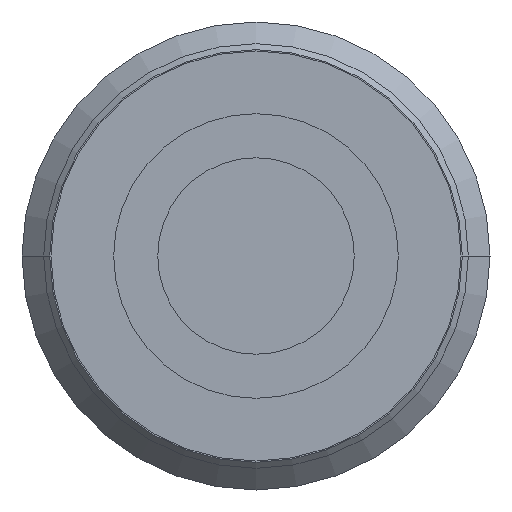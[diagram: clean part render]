
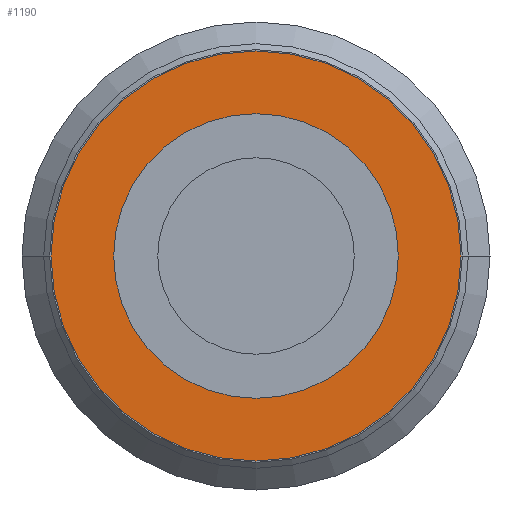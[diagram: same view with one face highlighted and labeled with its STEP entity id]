
A CAD part, left-side view. The second image highlights one B-rep face of the part: STEP entity #1190.
In plain terms, the highlighted planar face has unit normal (-1, 0, 0).
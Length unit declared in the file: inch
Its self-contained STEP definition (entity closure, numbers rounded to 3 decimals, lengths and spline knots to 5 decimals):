
#1091=CARTESIAN_POINT('',(-0.04,0.,0.));
#1092=DIRECTION('',(-1.,0.,0.));
#1093=DIRECTION('',(0.,1.,0.));
#1094=AXIS2_PLACEMENT_3D('',#1091,#1092,#1093);
#1096=CARTESIAN_POINT('',(-0.04,0.,0.));
#1097=DIRECTION('',(1.,0.,0.));
#1098=DIRECTION('',(0.,1.,0.));
#1099=AXIS2_PLACEMENT_3D('',#1096,#1097,#1098);
#1101=CARTESIAN_POINT('',(-0.04,0.,0.));
#1102=DIRECTION('',(1.,0.,0.));
#1103=DIRECTION('',(0.,1.,0.));
#1104=AXIS2_PLACEMENT_3D('',#1101,#1102,#1103);
#1114=CARTESIAN_POINT('',(-0.04,0.,0.));
#1115=DIRECTION('',(-1.,0.,0.));
#1116=DIRECTION('',(0.,1.,0.));
#1117=AXIS2_PLACEMENT_3D('',#1114,#1115,#1116);
#1130=CARTESIAN_POINT('',(-0.04,0.3255,0.));
#1132=VERTEX_POINT('',#1130);
#1133=CARTESIAN_POINT('',(-0.04,0.226,0.));
#1135=VERTEX_POINT('',#1133);
#1138=CARTESIAN_POINT('',(-0.04,-0.3255,0.));
#1140=VERTEX_POINT('',#1138);
#1141=CARTESIAN_POINT('',(-0.04,-0.226,0.));
#1143=VERTEX_POINT('',#1141);
#1175=CARTESIAN_POINT('',(-0.04,0.,0.));
#1176=DIRECTION('',(1.,0.,0.));
#1177=DIRECTION('',(0.,-1.,0.));
#1178=AXIS2_PLACEMENT_3D('',#1175,#1176,#1177);
#1179=PLANE('',#1178);
#1180=ORIENTED_EDGE('',*,*,#1167,.F.);
#1181=ORIENTED_EDGE('',*,*,#1156,.T.);
#1182=EDGE_LOOP('',(#1180,#1181));
#1183=FACE_OUTER_BOUND('',#1182,.F.);
#1185=ORIENTED_EDGE('',*,*,#1184,.F.);
#1187=ORIENTED_EDGE('',*,*,#1186,.T.);
#1188=EDGE_LOOP('',(#1185,#1187));
#1189=FACE_BOUND('',#1188,.F.);
#1095=CIRCLE('',#1094,0.3255);
#1100=CIRCLE('',#1099,0.3255);
#1105=CIRCLE('',#1104,0.226);
#1118=CIRCLE('',#1117,0.226);
#1156=EDGE_CURVE('',#1132,#1140,#1100,.T.);
#1167=EDGE_CURVE('',#1132,#1140,#1095,.T.);
#1184=EDGE_CURVE('',#1135,#1143,#1105,.T.);
#1186=EDGE_CURVE('',#1135,#1143,#1118,.T.);
#1190=ADVANCED_FACE('',(#1183,#1189),#1179,.F.);
